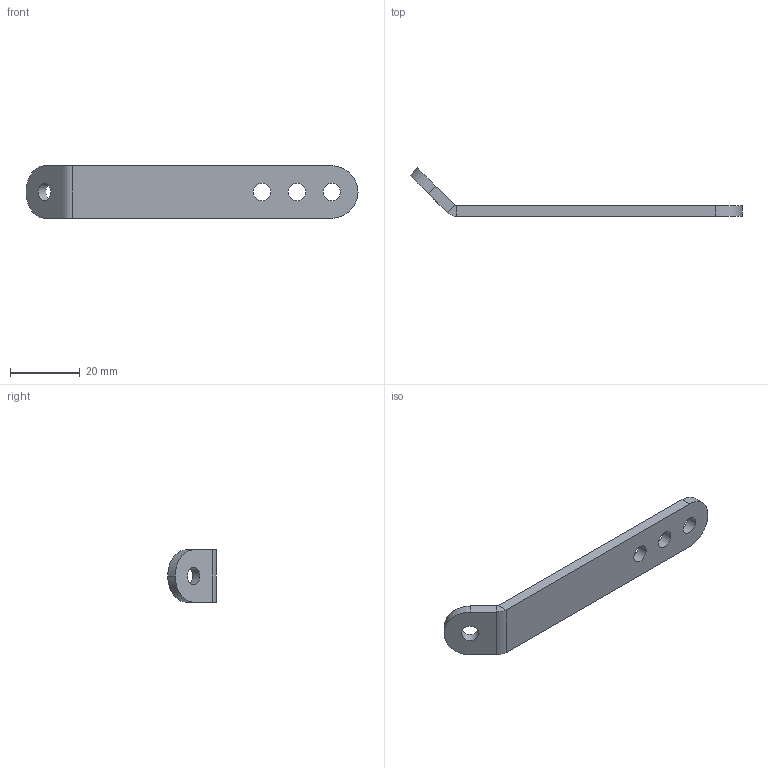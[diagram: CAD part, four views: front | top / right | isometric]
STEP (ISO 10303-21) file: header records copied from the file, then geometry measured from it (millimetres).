
FILE_DESCRIPTION((' '),'2;1');
FILE_NAME( '10 40 386 (Z-Spring Anchor).stp', '2025-03-20T16:33:31', (' '), ('--- ---'), ' V2025.1 Dec 16 2024', ' 2025 (c)', ' ');
FILE_SCHEMA(('AP242_MANAGED_MODEL_BASED_3D_ENGINEERING_MIM_LF { 1 0 10303 442 1 1 4 }'));
Length unit declared in the file: millimetre
Products named in the file (1): 10 40 386 (Z-Spring Anchor)
Bounding box: 95 x 13.88 x 15 mm (x, y, z)
Volume: 4053.6 mm3; surface area: 3533.5 mm2
Topology: 1 solids, 1 shells, 20 faces, 47 edges, 29 vertices
Faces by surface type: plane 10, cylinder 10
Full cylindrical faces by diameter (mm): 5 x4
Entity records: 602 total; most frequent: DIRECTION 110, CARTESIAN_POINT 95, ORIENTED_EDGE 84, AXIS2_PLACEMENT_3D 44, EDGE_CURVE 42, EDGE_LOOP 32, VERTEX_POINT 28, VECTOR 22
